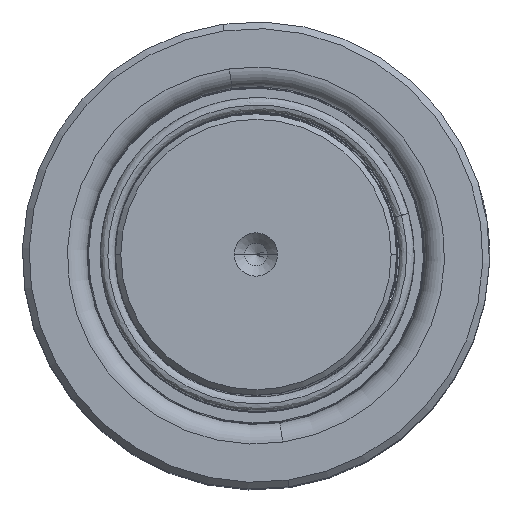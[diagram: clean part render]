
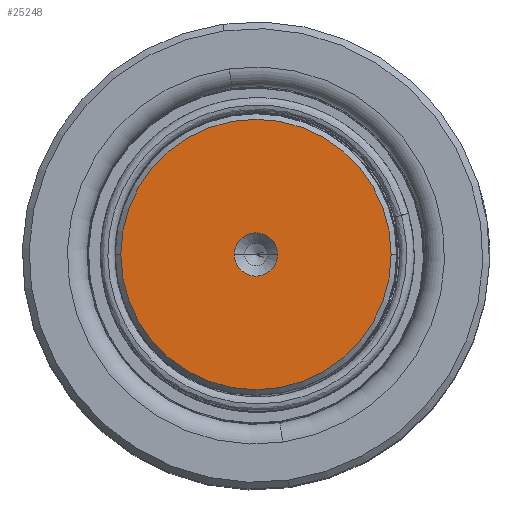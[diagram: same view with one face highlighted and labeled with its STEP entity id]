
A CAD part, top view. The second image highlights one B-rep face of the part: STEP entity #25248.
In plain terms, the highlighted planar face has unit normal (0, 0, 1).
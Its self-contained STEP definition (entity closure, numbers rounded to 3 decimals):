
#531 = DIRECTION ( 'NONE',  ( 1., 0., 0. ) ) ;
#2336 = ORIENTED_EDGE ( 'NONE', *, *, #11647, .T. ) ;
#2796 = CIRCLE ( 'NONE', #35344, 24.016 ) ;
#3046 = FACE_BOUND ( 'NONE', #46595, .T. ) ;
#5767 = DIRECTION ( 'NONE',  ( 0., 0., 1. ) ) ;
#5779 = CARTESIAN_POINT ( 'NONE',  ( -3.85, 0., 200. ) ) ;
#6146 = CARTESIAN_POINT ( 'NONE',  ( 24.016, 0., 200. ) ) ;
#9317 = PLANE ( 'NONE',  #38239 ) ;
#10625 = AXIS2_PLACEMENT_3D ( 'NONE', #30950, #38213, #34836 ) ;
#11535 = CARTESIAN_POINT ( 'NONE',  ( 0., 0., 200. ) ) ;
#11647 = EDGE_CURVE ( 'NONE', #45567, #39952, #40248, .T. ) ;
#14013 = EDGE_CURVE ( 'NONE', #39952, #45567, #2796, .T. ) ;
#17402 = CIRCLE ( 'NONE', #24646, 3.85 ) ;
#17562 = DIRECTION ( 'NONE',  ( 0., 0., 1. ) ) ;
#18291 = DIRECTION ( 'NONE',  ( 1., 0., 0. ) ) ;
#21081 = ORIENTED_EDGE ( 'NONE', *, *, #14013, .T. ) ;
#22573 = DIRECTION ( 'NONE',  ( 0., 0., 1. ) ) ;
#24342 = VERTEX_POINT ( 'NONE', #5779 ) ;
#24343 = EDGE_LOOP ( 'NONE', ( #2336, #21081 ) ) ;
#24624 = CARTESIAN_POINT ( 'NONE',  ( 0., 0., 200. ) ) ;
#24646 = AXIS2_PLACEMENT_3D ( 'NONE', #24624, #17562, #47029 ) ;
#25248 = ADVANCED_FACE ( 'NONE', ( #3046, #41081 ), #9317, .T. ) ;
#25471 = EDGE_CURVE ( 'NONE', #43304, #24342, #29496, .T. ) ;
#25508 = DIRECTION ( 'NONE',  ( 0., 0., 1. ) ) ;
#26373 = EDGE_CURVE ( 'NONE', #24342, #43304, #17402, .T. ) ;
#29496 = CIRCLE ( 'NONE', #43137, 3.85 ) ;
#30950 = CARTESIAN_POINT ( 'NONE',  ( 0., 0., 200. ) ) ;
#34118 = ORIENTED_EDGE ( 'NONE', *, *, #25471, .F. ) ;
#34836 = DIRECTION ( 'NONE',  ( 1., 0., 0. ) ) ;
#35101 = DIRECTION ( 'NONE',  ( 1., 0., 0. ) ) ;
#35344 = AXIS2_PLACEMENT_3D ( 'NONE', #44643, #22573, #531 ) ;
#38213 = DIRECTION ( 'NONE',  ( 0., 0., 1. ) ) ;
#38239 = AXIS2_PLACEMENT_3D ( 'NONE', #46193, #5767, #35101 ) ;
#39952 = VERTEX_POINT ( 'NONE', #6146 ) ;
#40248 = CIRCLE ( 'NONE', #10625, 24.016 ) ;
#41081 = FACE_OUTER_BOUND ( 'NONE', #24343, .T. ) ;
#41861 = CARTESIAN_POINT ( 'NONE',  ( -24.016, 0., 200. ) ) ;
#43137 = AXIS2_PLACEMENT_3D ( 'NONE', #11535, #25508, #18291 ) ;
#43269 = ORIENTED_EDGE ( 'NONE', *, *, #26373, .F. ) ;
#43304 = VERTEX_POINT ( 'NONE', #45720 ) ;
#44643 = CARTESIAN_POINT ( 'NONE',  ( 0., 0., 200. ) ) ;
#45567 = VERTEX_POINT ( 'NONE', #41861 ) ;
#45720 = CARTESIAN_POINT ( 'NONE',  ( 3.85, 0., 200. ) ) ;
#46193 = CARTESIAN_POINT ( 'NONE',  ( 0., 0., 200. ) ) ;
#46595 = EDGE_LOOP ( 'NONE', ( #34118, #43269 ) ) ;
#47029 = DIRECTION ( 'NONE',  ( 1., 0., 0. ) ) ;
